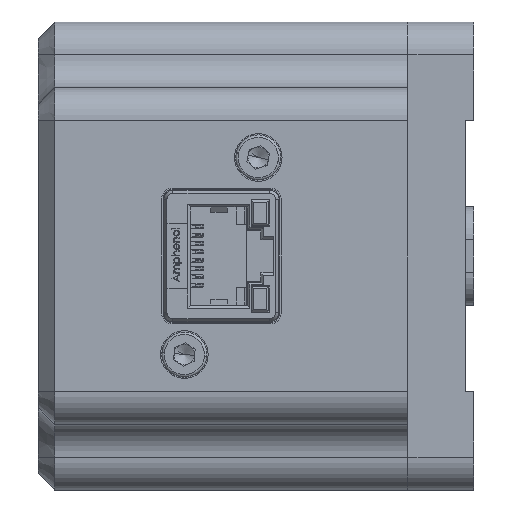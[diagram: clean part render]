
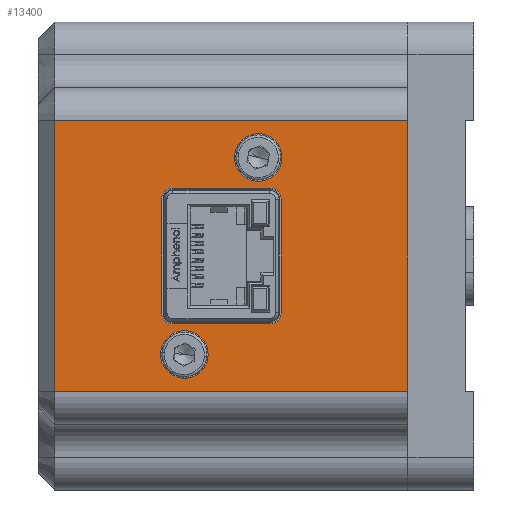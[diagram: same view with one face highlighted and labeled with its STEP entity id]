
A CAD part, left-side view. The second image highlights one B-rep face of the part: STEP entity #13400.
In plain terms, the highlighted planar face has unit normal (-1, 0, 0).
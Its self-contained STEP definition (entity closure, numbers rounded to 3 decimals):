
#136 = VERTEX_POINT ( 'NONE', #24956 ) ;
#225 = AXIS2_PLACEMENT_3D ( 'NONE', #35380, #3122, #35181 ) ;
#270 = CIRCLE ( 'NONE', #22104, 2.9 ) ;
#326 = DIRECTION ( 'NONE',  ( 0., 0., -1. ) ) ;
#1516 = LINE ( 'NONE', #11531, #34383 ) ;
#1718 = EDGE_CURVE ( 'NONE', #14837, #26282, #1516, .T. ) ;
#1871 = AXIS2_PLACEMENT_3D ( 'NONE', #23101, #36306, #7072 ) ;
#2264 = VECTOR ( 'NONE', #21806, 1000. ) ;
#2291 = ORIENTED_EDGE ( 'NONE', *, *, #22411, .T. ) ;
#2614 = CARTESIAN_POINT ( 'NONE',  ( -65., 43., 16.5 ) ) ;
#2646 = CARTESIAN_POINT ( 'NONE',  ( -65., 27.225, -12. ) ) ;
#2773 = LINE ( 'NONE', #8976, #3430 ) ;
#3066 = DIRECTION ( 'NONE',  ( 0., 0., 1. ) ) ;
#3122 = DIRECTION ( 'NONE',  ( 1., 0., 0. ) ) ;
#3430 = VECTOR ( 'NONE', #28817, 1000. ) ;
#3586 = VECTOR ( 'NONE', #41704, 1000. ) ;
#3609 = LINE ( 'NONE', #38284, #10741 ) ;
#4193 = VERTEX_POINT ( 'NONE', #6020 ) ;
#4593 = EDGE_CURVE ( 'NONE', #21219, #4193, #31343, .T. ) ;
#4680 = DIRECTION ( 'NONE',  ( 0., 0., -1. ) ) ;
#4694 = ORIENTED_EDGE ( 'NONE', *, *, #34113, .T. ) ;
#5083 = CARTESIAN_POINT ( 'NONE',  ( -65., 15.45, -6.975 ) ) ;
#5395 = CARTESIAN_POINT ( 'NONE',  ( -65., 28.7, -6.975 ) ) ;
#5655 = DIRECTION ( 'NONE',  ( -1., 0., 0. ) ) ;
#5739 = DIRECTION ( 'NONE',  ( 1., 0., 0. ) ) ;
#5793 = VECTOR ( 'NONE', #4680, 1000. ) ;
#6020 = CARTESIAN_POINT ( 'NONE',  ( -65., 27.225, -14.9 ) ) ;
#6040 = CARTESIAN_POINT ( 'NONE',  ( -65., 16.75, -8.275 ) ) ;
#6349 = ORIENTED_EDGE ( 'NONE', *, *, #1718, .F. ) ;
#6476 = ORIENTED_EDGE ( 'NONE', *, *, #22825, .T. ) ;
#6913 = VERTEX_POINT ( 'NONE', #35328 ) ;
#7072 = DIRECTION ( 'NONE',  ( 0., 0., 1. ) ) ;
#7193 = VERTEX_POINT ( 'NONE', #38049 ) ;
#7579 = VERTEX_POINT ( 'NONE', #25829 ) ;
#8976 = CARTESIAN_POINT ( 'NONE',  ( -65., 45., -16.5 ) ) ;
#9227 = CARTESIAN_POINT ( 'NONE',  ( -65., 30., -6.975 ) ) ;
#9312 = DIRECTION ( 'NONE',  ( 1., 0., 0. ) ) ;
#9526 = FACE_OUTER_BOUND ( 'NONE', #37920, .T. ) ;
#9816 = ORIENTED_EDGE ( 'NONE', *, *, #13662, .T. ) ;
#10122 = ORIENTED_EDGE ( 'NONE', *, *, #4593, .F. ) ;
#10741 = VECTOR ( 'NONE', #22437, 1000. ) ;
#11051 = CARTESIAN_POINT ( 'NONE',  ( -65., 15.45, -8.275 ) ) ;
#11112 = VECTOR ( 'NONE', #27087, 1000. ) ;
#11267 = LINE ( 'NONE', #33951, #5793 ) ;
#11531 = CARTESIAN_POINT ( 'NONE',  ( -65., 30., -8.275 ) ) ;
#11757 = CIRCLE ( 'NONE', #13845, 1.3 ) ;
#11963 = DIRECTION ( 'NONE',  ( 1., 0., 0. ) ) ;
#12728 = FACE_BOUND ( 'NONE', #17804, .T. ) ;
#12928 = DIRECTION ( 'NONE',  ( 0., 0., -1. ) ) ;
#13400 = ADVANCED_FACE ( 'NONE', ( #12728, #38805, #32377, #9526 ), #38160, .F. ) ;
#13662 = EDGE_CURVE ( 'NONE', #14837, #41179, #11757, .T. ) ;
#13716 = EDGE_CURVE ( 'NONE', #20557, #7193, #34295, .T. ) ;
#13845 = AXIS2_PLACEMENT_3D ( 'NONE', #5395, #11963, #25036 ) ;
#14064 = LINE ( 'NONE', #11051, #11112 ) ;
#14339 = EDGE_CURVE ( 'NONE', #19935, #6913, #14064, .T. ) ;
#14750 = DIRECTION ( 'NONE',  ( 0., -1., 0. ) ) ;
#14805 = EDGE_LOOP ( 'NONE', ( #10122, #21327 ) ) ;
#14837 = VERTEX_POINT ( 'NONE', #35133 ) ;
#14915 = CARTESIAN_POINT ( 'NONE',  ( -65., 18.225, 9.1 ) ) ;
#15233 = LINE ( 'NONE', #34692, #3586 ) ;
#15408 = EDGE_CURVE ( 'NONE', #19935, #26282, #16814, .T. ) ;
#15469 = VERTEX_POINT ( 'NONE', #21045 ) ;
#16792 = ORIENTED_EDGE ( 'NONE', *, *, #14339, .F. ) ;
#16814 = CIRCLE ( 'NONE', #28383, 1.3 ) ;
#16860 = ORIENTED_EDGE ( 'NONE', *, *, #35883, .F. ) ;
#17761 = CARTESIAN_POINT ( 'NONE',  ( -65., 16.75, 6.975 ) ) ;
#17804 = EDGE_LOOP ( 'NONE', ( #26494, #38994 ) ) ;
#18184 = DIRECTION ( 'NONE',  ( 1., 0., 0. ) ) ;
#18695 = EDGE_LOOP ( 'NONE', ( #16792, #30295, #6349, #9816, #31329, #6476, #16860, #2291 ) ) ;
#18802 = LINE ( 'NONE', #31386, #2264 ) ;
#19935 = VERTEX_POINT ( 'NONE', #5083 ) ;
#20557 = VERTEX_POINT ( 'NONE', #14915 ) ;
#21045 = CARTESIAN_POINT ( 'NONE',  ( -65., 0., -16.5 ) ) ;
#21219 = VERTEX_POINT ( 'NONE', #29496 ) ;
#21327 = ORIENTED_EDGE ( 'NONE', *, *, #25297, .F. ) ;
#21468 = EDGE_CURVE ( 'NONE', #35194, #15469, #2773, .T. ) ;
#21494 = CARTESIAN_POINT ( 'NONE',  ( -65., 45., 16.5 ) ) ;
#21727 = EDGE_CURVE ( 'NONE', #37735, #41179, #11267, .T. ) ;
#21806 = DIRECTION ( 'NONE',  ( 0., 1., 0. ) ) ;
#21915 = LINE ( 'NONE', #21494, #30513 ) ;
#22104 = AXIS2_PLACEMENT_3D ( 'NONE', #38804, #22799, #41974 ) ;
#22153 = VERTEX_POINT ( 'NONE', #24700 ) ;
#22411 = EDGE_CURVE ( 'NONE', #22153, #6913, #25584, .T. ) ;
#22437 = DIRECTION ( 'NONE',  ( 0., 0., 1. ) ) ;
#22799 = DIRECTION ( 'NONE',  ( -1., 0., 0. ) ) ;
#22825 = EDGE_CURVE ( 'NONE', #37735, #7579, #37839, .T. ) ;
#23101 = CARTESIAN_POINT ( 'NONE',  ( -65., 27.225, -12. ) ) ;
#24700 = CARTESIAN_POINT ( 'NONE',  ( -65., 16.75, 8.275 ) ) ;
#24898 = EDGE_CURVE ( 'NONE', #136, #41186, #21915, .T. ) ;
#24956 = CARTESIAN_POINT ( 'NONE',  ( -65., 0., 16.5 ) ) ;
#25036 = DIRECTION ( 'NONE',  ( 0., 0., -1. ) ) ;
#25297 = EDGE_CURVE ( 'NONE', #4193, #21219, #32583, .T. ) ;
#25584 = CIRCLE ( 'NONE', #31685, 1.3 ) ;
#25764 = CARTESIAN_POINT ( 'NONE',  ( -65., 16.75, -6.975 ) ) ;
#25829 = CARTESIAN_POINT ( 'NONE',  ( -65., 28.7, 8.275 ) ) ;
#26282 = VERTEX_POINT ( 'NONE', #6040 ) ;
#26494 = ORIENTED_EDGE ( 'NONE', *, *, #41777, .F. ) ;
#27087 = DIRECTION ( 'NONE',  ( 0., 0., 1. ) ) ;
#27937 = CARTESIAN_POINT ( 'NONE',  ( -65., 28.7, 6.975 ) ) ;
#28383 = AXIS2_PLACEMENT_3D ( 'NONE', #25764, #9312, #12928 ) ;
#28817 = DIRECTION ( 'NONE',  ( 0., -1., 0. ) ) ;
#28845 = CARTESIAN_POINT ( 'NONE',  ( -65., 18.225, 12. ) ) ;
#29496 = CARTESIAN_POINT ( 'NONE',  ( -65., 27.225, -9.1 ) ) ;
#30295 = ORIENTED_EDGE ( 'NONE', *, *, #15408, .T. ) ;
#30513 = VECTOR ( 'NONE', #31079, 1000. ) ;
#31079 = DIRECTION ( 'NONE',  ( 0., 1., 0. ) ) ;
#31329 = ORIENTED_EDGE ( 'NONE', *, *, #21727, .F. ) ;
#31343 = CIRCLE ( 'NONE', #32733, 2.9 ) ;
#31386 = CARTESIAN_POINT ( 'NONE',  ( -65., 30., 8.275 ) ) ;
#31443 = ORIENTED_EDGE ( 'NONE', *, *, #24898, .T. ) ;
#31685 = AXIS2_PLACEMENT_3D ( 'NONE', #17761, #18184, #326 ) ;
#32377 = FACE_BOUND ( 'NONE', #18695, .T. ) ;
#32583 = CIRCLE ( 'NONE', #1871, 2.9 ) ;
#32634 = EDGE_CURVE ( 'NONE', #15469, #136, #3609, .T. ) ;
#32733 = AXIS2_PLACEMENT_3D ( 'NONE', #2646, #5655, #3066 ) ;
#33664 = AXIS2_PLACEMENT_3D ( 'NONE', #28845, #38473, #35691 ) ;
#33951 = CARTESIAN_POINT ( 'NONE',  ( -65., 30., -8.275 ) ) ;
#34113 = EDGE_CURVE ( 'NONE', #41186, #35194, #15233, .T. ) ;
#34295 = CIRCLE ( 'NONE', #33664, 2.9 ) ;
#34383 = VECTOR ( 'NONE', #14750, 1000. ) ;
#34692 = CARTESIAN_POINT ( 'NONE',  ( -65., 43., 28.5 ) ) ;
#35101 = ORIENTED_EDGE ( 'NONE', *, *, #32634, .T. ) ;
#35133 = CARTESIAN_POINT ( 'NONE',  ( -65., 28.7, -8.275 ) ) ;
#35181 = DIRECTION ( 'NONE',  ( 0., 0., -1. ) ) ;
#35194 = VERTEX_POINT ( 'NONE', #35341 ) ;
#35205 = DIRECTION ( 'NONE',  ( 0., 0., -1. ) ) ;
#35328 = CARTESIAN_POINT ( 'NONE',  ( -65., 15.45, 6.975 ) ) ;
#35341 = CARTESIAN_POINT ( 'NONE',  ( -65., 43., -16.5 ) ) ;
#35380 = CARTESIAN_POINT ( 'NONE',  ( -65., 45., 28.5 ) ) ;
#35667 = ORIENTED_EDGE ( 'NONE', *, *, #21468, .T. ) ;
#35691 = DIRECTION ( 'NONE',  ( 0., 0., 1. ) ) ;
#35883 = EDGE_CURVE ( 'NONE', #22153, #7579, #18802, .T. ) ;
#36306 = DIRECTION ( 'NONE',  ( -1., 0., 0. ) ) ;
#37735 = VERTEX_POINT ( 'NONE', #41564 ) ;
#37839 = CIRCLE ( 'NONE', #39214, 1.3 ) ;
#37920 = EDGE_LOOP ( 'NONE', ( #31443, #4694, #35667, #35101 ) ) ;
#38049 = CARTESIAN_POINT ( 'NONE',  ( -65., 18.225, 14.9 ) ) ;
#38160 = PLANE ( 'NONE',  #225 ) ;
#38284 = CARTESIAN_POINT ( 'NONE',  ( -65., 0., 28.5 ) ) ;
#38473 = DIRECTION ( 'NONE',  ( -1., 0., 0. ) ) ;
#38804 = CARTESIAN_POINT ( 'NONE',  ( -65., 18.225, 12. ) ) ;
#38805 = FACE_BOUND ( 'NONE', #14805, .T. ) ;
#38994 = ORIENTED_EDGE ( 'NONE', *, *, #13716, .F. ) ;
#39214 = AXIS2_PLACEMENT_3D ( 'NONE', #27937, #5739, #35205 ) ;
#41179 = VERTEX_POINT ( 'NONE', #9227 ) ;
#41186 = VERTEX_POINT ( 'NONE', #2614 ) ;
#41564 = CARTESIAN_POINT ( 'NONE',  ( -65., 30., 6.975 ) ) ;
#41704 = DIRECTION ( 'NONE',  ( 0., 0., -1. ) ) ;
#41777 = EDGE_CURVE ( 'NONE', #7193, #20557, #270, .T. ) ;
#41974 = DIRECTION ( 'NONE',  ( 0., 0., 1. ) ) ;
